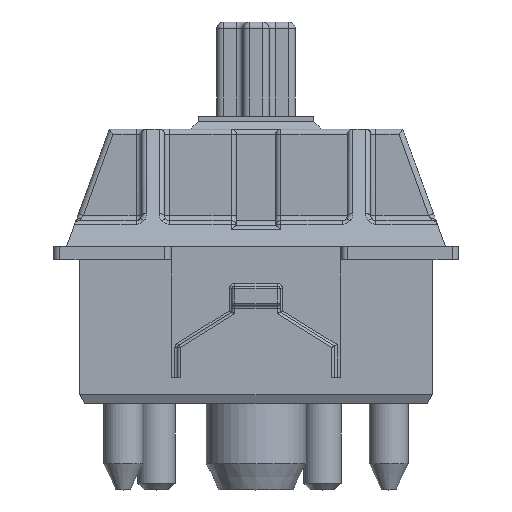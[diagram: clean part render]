
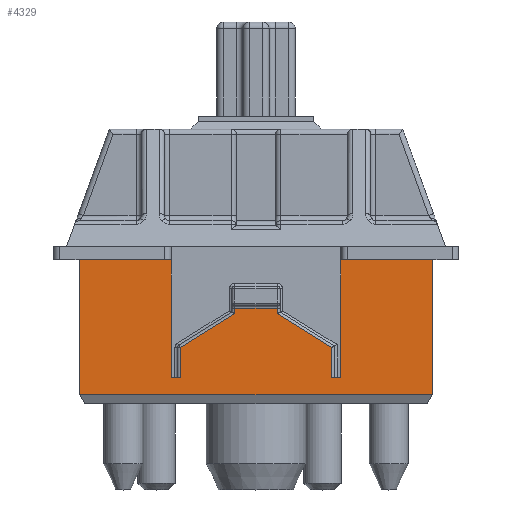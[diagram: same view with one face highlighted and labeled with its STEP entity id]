
A CAD part, front view. The second image highlights one B-rep face of the part: STEP entity #4329.
In plain terms, the highlighted planar face has unit normal (0, -1, 0).
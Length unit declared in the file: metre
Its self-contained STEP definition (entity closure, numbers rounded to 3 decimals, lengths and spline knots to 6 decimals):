
#1681 = EDGE_CURVE( '', #4882, #4705, #4883, .T. );
#1699 = EDGE_CURVE( '', #4911, #4912, #4913, .T. );
#1777 = EDGE_CURVE( '', #5045, #5046, #5047, .T. );
#1791 = EDGE_CURVE( '', #5071, #4911, #5072, .T. );
#1905 = EDGE_CURVE( '', #5276, #4882, #5277, .T. );
#1977 = EDGE_CURVE( '', #5391, #5392, #5393, .T. );
#2263 = EDGE_CURVE( '', #4705, #5392, #5847, .T. );
#2921 = EDGE_CURVE( '', #6417, #5071, #6789, .T. );
#3215 = EDGE_CURVE( '', #7174, #5906, #7175, .T. );
#3447 = EDGE_CURVE( '', #5906, #7430, #7458, .T. );
#3451 = EDGE_CURVE( '', #4912, #5276, #7462, .T. );
#3485 = EDGE_CURVE( '', #5045, #6641, #7507, .T. );
#3545 = EDGE_CURVE( '', #6641, #7430, #7582, .T. );
#3817 = EDGE_CURVE( '', #5665, #7174, #7915, .T. );
#4069 = EDGE_CURVE( '', #5046, #5391, #8212, .T. );
#4203 = EDGE_CURVE( '', #6417, #5665, #8367, .T. );
#4329 = ADVANCED_FACE( '', ( #8510 ), #8511, .T. );
#4705 = VERTEX_POINT( '', #8939 );
#4882 = VERTEX_POINT( '', #9200 );
#4883 = LINE( '', #9201, #9202 );
#4911 = VERTEX_POINT( '', #9235 );
#4912 = VERTEX_POINT( '', #9236 );
#4913 = LINE( '', #9237, #9238 );
#5045 = VERTEX_POINT( '', #9447 );
#5046 = VERTEX_POINT( '', #9448 );
#5047 = LINE( '', #9449, #9450 );
#5071 = VERTEX_POINT( '', #9481 );
#5072 = LINE( '', #9482, #9483 );
#5276 = VERTEX_POINT( '', #9771 );
#5277 = LINE( '', #9772, #9773 );
#5391 = VERTEX_POINT( '', #9962 );
#5392 = VERTEX_POINT( '', #9963 );
#5393 = LINE( '', #9964, #9965 );
#5665 = VERTEX_POINT( '', #10403 );
#5847 = LINE( '', #10699, #10700 );
#5906 = VERTEX_POINT( '', #10781 );
#6417 = VERTEX_POINT( '', #11662 );
#6641 = VERTEX_POINT( '', #12013 );
#6789 = LINE( '', #12236, #12237 );
#7174 = VERTEX_POINT( '', #12938 );
#7175 = LINE( '', #12939, #12940 );
#7430 = VERTEX_POINT( '', #13400 );
#7458 = LINE( '', #13458, #13459 );
#7462 = LINE( '', #13465, #13466 );
#7507 = LINE( '', #13540, #13541 );
#7582 = LINE( '', #13714, #13715 );
#7915 = LINE( '', #14453, #14454 );
#8212 = LINE( '', #15088, #15089 );
#8367 = LINE( '', #15378, #15379 );
#8510 = FACE_OUTER_BOUND( '', #15638, .T. );
#8511 = PLANE( '', #15639 );
#8939 = CARTESIAN_POINT( '', ( -0.002907, -0.006748, 0.002181 ) );
#9200 = CARTESIAN_POINT( '', ( -0.000827, -0.006748, 0.003476 ) );
#9201 = CARTESIAN_POINT( '', ( -0.002954, -0.006748, 0.002152 ) );
#9202 = VECTOR( '', #16681, 1. );
#9235 = CARTESIAN_POINT( '', ( 0.000813, -0.006748, 0.003476 ) );
#9236 = CARTESIAN_POINT( '', ( 0.000813, -0.006748, 0.003681 ) );
#9237 = CARTESIAN_POINT( '', ( 0.000813, -0.006748, 0.003781 ) );
#9238 = VECTOR( '', #16730, 1. );
#9447 = CARTESIAN_POINT( '', ( -0.006757, -0.006748, 0.005531 ) );
#9448 = CARTESIAN_POINT( '', ( -0.003257, -0.006748, 0.005531 ) );
#9449 = CARTESIAN_POINT( '', ( -0.007757, -0.006748, 0.005531 ) );
#9450 = VECTOR( '', #16900, 1. );
#9481 = CARTESIAN_POINT( '', ( 0.002893, -0.006748, 0.002181 ) );
#9482 = CARTESIAN_POINT( '', ( 0.00086, -0.006748, 0.003447 ) );
#9483 = VECTOR( '', #16921, 1. );
#9771 = CARTESIAN_POINT( '', ( -0.000827, -0.006748, 0.003681 ) );
#9772 = CARTESIAN_POINT( '', ( -0.000827, -0.006748, 0.003531 ) );
#9773 = VECTOR( '', #17094, 1. );
#9962 = CARTESIAN_POINT( '', ( -0.003257, -0.006748, 0.001031 ) );
#9963 = CARTESIAN_POINT( '', ( -0.002907, -0.006748, 0.001031 ) );
#9964 = CARTESIAN_POINT( '', ( -0.003257, -0.006748, 0.001031 ) );
#9965 = VECTOR( '', #17225, 1. );
#10403 = CARTESIAN_POINT( '', ( 0.003243, -0.006748, 0.001031 ) );
#10699 = CARTESIAN_POINT( '', ( -0.002907, -0.006748, 0.001031 ) );
#10700 = VECTOR( '', #17712, 1. );
#10781 = CARTESIAN_POINT( '', ( 0.006743, -0.006748, 0.005531 ) );
#11662 = CARTESIAN_POINT( '', ( 0.002893, -0.006748, 0.001031 ) );
#12013 = CARTESIAN_POINT( '', ( -0.006757, -0.006748, 0.000381 ) );
#12236 = CARTESIAN_POINT( '', ( 0.002893, -0.006748, 0.002237 ) );
#12237 = VECTOR( '', #18914, 1. );
#12938 = CARTESIAN_POINT( '', ( 0.003243, -0.006748, 0.005531 ) );
#12939 = CARTESIAN_POINT( '', ( 0.003243, -0.006748, 0.005531 ) );
#12940 = VECTOR( '', #19412, 1. );
#13400 = CARTESIAN_POINT( '', ( 0.006743, -0.006748, 0.000381 ) );
#13458 = CARTESIAN_POINT( '', ( 0.006743, -0.006748, 0.006031 ) );
#13459 = VECTOR( '', #19889, 1. );
#13465 = CARTESIAN_POINT( '', ( 0.006743, -0.006748, 0.003681 ) );
#13466 = VECTOR( '', #19893, 1. );
#13540 = CARTESIAN_POINT( '', ( -0.006757, -0.006748, 0.006031 ) );
#13541 = VECTOR( '', #19955, 1. );
#13714 = CARTESIAN_POINT( '', ( 0.006743, -0.006748, 0.000381 ) );
#13715 = VECTOR( '', #20081, 1. );
#14453 = CARTESIAN_POINT( '', ( 0.003243, -0.006748, 0.006031 ) );
#14454 = VECTOR( '', #20612, 1. );
#15088 = CARTESIAN_POINT( '', ( -0.003257, -0.006748, 0.006031 ) );
#15089 = VECTOR( '', #21007, 1. );
#15378 = CARTESIAN_POINT( '', ( -0.003257, -0.006748, 0.001031 ) );
#15379 = VECTOR( '', #21210, 1. );
#15638 = EDGE_LOOP( '', ( #21419, #21420, #21421, #21422, #21423, #21424, #21425, #21426, #21427, #21428, #21429, #21430, #21431, #21432, #21433, #21434 ) );
#15639 = AXIS2_PLACEMENT_3D( '', #21435, #21436, #21437 );
#16681 = DIRECTION( '', ( -0.849, 0., -0.528 ) );
#16730 = DIRECTION( '', ( 0., 0., 1. ) );
#16900 = DIRECTION( '', ( 1., 0., 0. ) );
#16921 = DIRECTION( '', ( -0.849, 0., 0.528 ) );
#17094 = DIRECTION( '', ( 0., 0., -1. ) );
#17225 = DIRECTION( '', ( 1., 0., 0. ) );
#17712 = DIRECTION( '', ( 0., 0., -1. ) );
#18914 = DIRECTION( '', ( 0., 0., 1. ) );
#19412 = DIRECTION( '', ( 1., 0., 0. ) );
#19889 = DIRECTION( '', ( 0., 0., -1. ) );
#19893 = DIRECTION( '', ( -1., 0., 0. ) );
#19955 = DIRECTION( '', ( 0., 0., -1. ) );
#20081 = DIRECTION( '', ( 1., 0., 0. ) );
#20612 = DIRECTION( '', ( 0., 0., 1. ) );
#21007 = DIRECTION( '', ( 0., 0., -1. ) );
#21210 = DIRECTION( '', ( 1., 0., 0. ) );
#21419 = ORIENTED_EDGE( '', *, *, #3485, .T. );
#21420 = ORIENTED_EDGE( '', *, *, #3545, .T. );
#21421 = ORIENTED_EDGE( '', *, *, #3447, .F. );
#21422 = ORIENTED_EDGE( '', *, *, #3215, .F. );
#21423 = ORIENTED_EDGE( '', *, *, #3817, .F. );
#21424 = ORIENTED_EDGE( '', *, *, #4203, .F. );
#21425 = ORIENTED_EDGE( '', *, *, #2921, .T. );
#21426 = ORIENTED_EDGE( '', *, *, #1791, .T. );
#21427 = ORIENTED_EDGE( '', *, *, #1699, .T. );
#21428 = ORIENTED_EDGE( '', *, *, #3451, .T. );
#21429 = ORIENTED_EDGE( '', *, *, #1905, .T. );
#21430 = ORIENTED_EDGE( '', *, *, #1681, .T. );
#21431 = ORIENTED_EDGE( '', *, *, #2263, .T. );
#21432 = ORIENTED_EDGE( '', *, *, #1977, .F. );
#21433 = ORIENTED_EDGE( '', *, *, #4069, .F. );
#21434 = ORIENTED_EDGE( '', *, *, #1777, .F. );
#21435 = CARTESIAN_POINT( '', ( 0.006743, -0.006748, 0.006031 ) );
#21436 = DIRECTION( '', ( 0., -1., 0. ) );
#21437 = DIRECTION( '', ( -1., 0., 0. ) );
